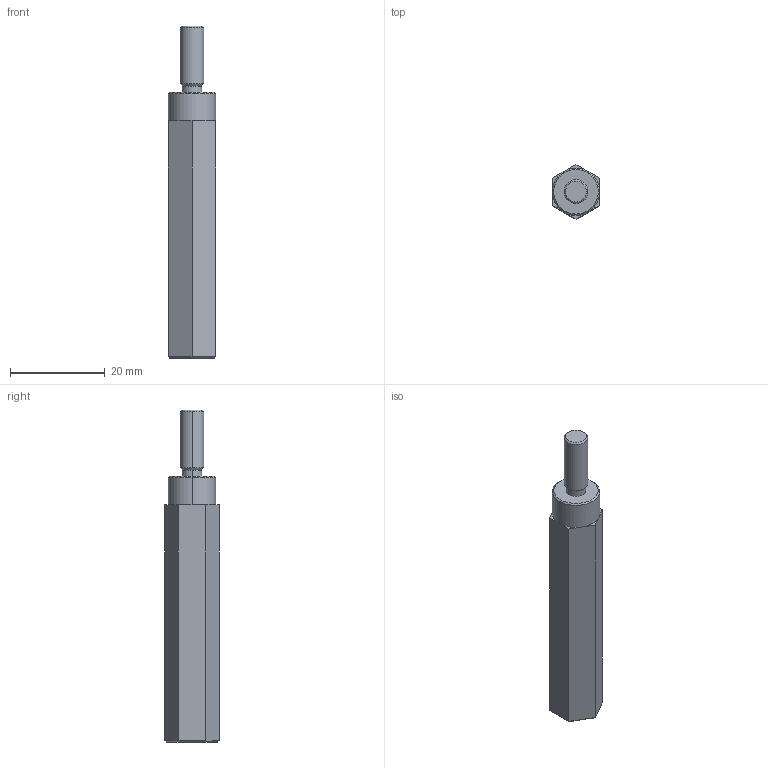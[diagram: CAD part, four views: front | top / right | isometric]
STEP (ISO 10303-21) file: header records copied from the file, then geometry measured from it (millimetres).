
FILE_DESCRIPTION (( 'STEP AP203' ), '1' );
FILE_NAME ('30-YS-0006-00.STEP', '2022-03-22T08:13:25', ( '' ), ( '' ), 'SwSTEP 2.0', 'SolidWorks 2020', '' );
FILE_SCHEMA (( 'CONFIG_CONTROL_DESIGN' ));
Length unit declared in the file: millimetre
Products named in the file (1): 30-YS-0006-00
Bounding box: 10 x 11.55 x 70 mm (x, y, z)
Volume: 5063.6 mm3; surface area: 2302.9 mm2
Topology: 1 solids, 1 shells, 33 faces, 68 edges, 38 vertices
Faces by surface type: plane 21, cylinder 6, cone 6
Entity records: 923 total; most frequent: DIRECTION 156, CARTESIAN_POINT 140, ORIENTED_EDGE 136, EDGE_CURVE 68, AXIS2_PLACEMENT_3D 54, LINE 48, VECTOR 48, VERTEX_POINT 38
